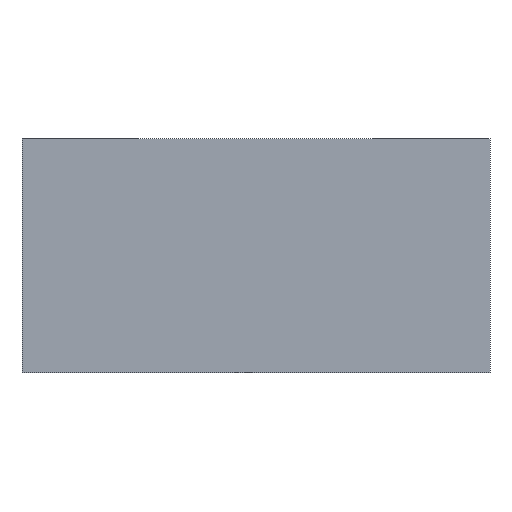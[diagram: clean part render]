
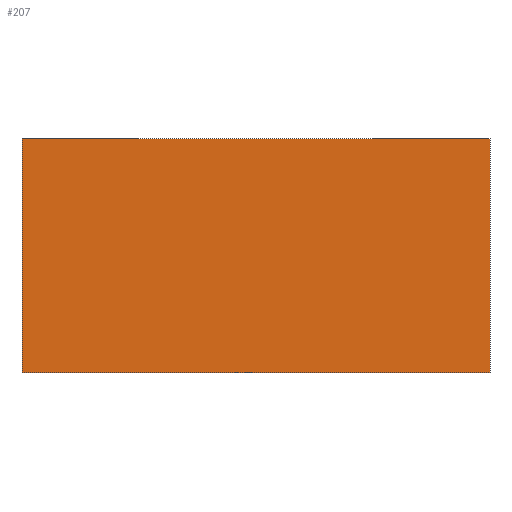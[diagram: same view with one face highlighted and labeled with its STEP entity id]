
A CAD part, front view. The second image highlights one B-rep face of the part: STEP entity #207.
In plain terms, the highlighted planar face has unit normal (0, -1, 0).
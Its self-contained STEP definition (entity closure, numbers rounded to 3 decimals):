
#4 = DIRECTION ( 'NONE',  ( 0., 0., 1. ) ) ;
#17 = EDGE_CURVE ( 'NONE', #153, #273, #190, .T. ) ;
#27 = EDGE_LOOP ( 'NONE', ( #178, #159, #359, #301 ) ) ;
#36 = LINE ( 'NONE', #118, #202 ) ;
#42 = VECTOR ( 'NONE', #94, 1000. ) ;
#56 = DIRECTION ( 'NONE',  ( 1., 0., 0. ) ) ;
#92 = CARTESIAN_POINT ( 'NONE',  ( -15., -81., 0. ) ) ;
#94 = DIRECTION ( 'NONE',  ( 0., 0., -1. ) ) ;
#118 = CARTESIAN_POINT ( 'NONE',  ( 0., -81., 30. ) ) ;
#142 = CARTESIAN_POINT ( 'NONE',  ( -15., -81., 30. ) ) ;
#143 = CARTESIAN_POINT ( 'NONE',  ( 45., -81., 0. ) ) ;
#144 = FACE_OUTER_BOUND ( 'NONE', #27, .T. ) ;
#148 = CARTESIAN_POINT ( 'NONE',  ( 45., -81., 30. ) ) ;
#153 = VERTEX_POINT ( 'NONE', #142 ) ;
#159 = ORIENTED_EDGE ( 'NONE', *, *, #297, .F. ) ;
#160 = EDGE_CURVE ( 'NONE', #153, #264, #36, .T. ) ;
#178 = ORIENTED_EDGE ( 'NONE', *, *, #242, .T. ) ;
#189 = LINE ( 'NONE', #287, #272 ) ;
#190 = LINE ( 'NONE', #369, #256 ) ;
#202 = VECTOR ( 'NONE', #254, 1000. ) ;
#207 = ADVANCED_FACE ( 'NONE', ( #144 ), #284, .F. ) ;
#235 = VERTEX_POINT ( 'NONE', #143 ) ;
#242 = EDGE_CURVE ( 'NONE', #273, #235, #189, .T. ) ;
#250 = CARTESIAN_POINT ( 'NONE',  ( 45., -81., 30. ) ) ;
#253 = AXIS2_PLACEMENT_3D ( 'NONE', #257, #317, #4 ) ;
#254 = DIRECTION ( 'NONE',  ( 1., 0., 0. ) ) ;
#256 = VECTOR ( 'NONE', #309, 1000. ) ;
#257 = CARTESIAN_POINT ( 'NONE',  ( 0., -81., 30. ) ) ;
#264 = VERTEX_POINT ( 'NONE', #250 ) ;
#272 = VECTOR ( 'NONE', #56, 1000. ) ;
#273 = VERTEX_POINT ( 'NONE', #92 ) ;
#284 = PLANE ( 'NONE',  #253 ) ;
#287 = CARTESIAN_POINT ( 'NONE',  ( 0., -81., 0. ) ) ;
#297 = EDGE_CURVE ( 'NONE', #264, #235, #321, .T. ) ;
#301 = ORIENTED_EDGE ( 'NONE', *, *, #17, .T. ) ;
#309 = DIRECTION ( 'NONE',  ( 0., 0., -1. ) ) ;
#317 = DIRECTION ( 'NONE',  ( 0., 1., 0. ) ) ;
#321 = LINE ( 'NONE', #148, #42 ) ;
#359 = ORIENTED_EDGE ( 'NONE', *, *, #160, .F. ) ;
#369 = CARTESIAN_POINT ( 'NONE',  ( -15., -81., 30. ) ) ;
